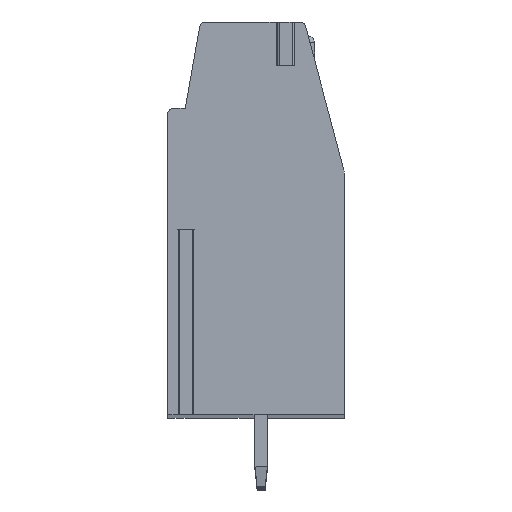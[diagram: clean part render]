
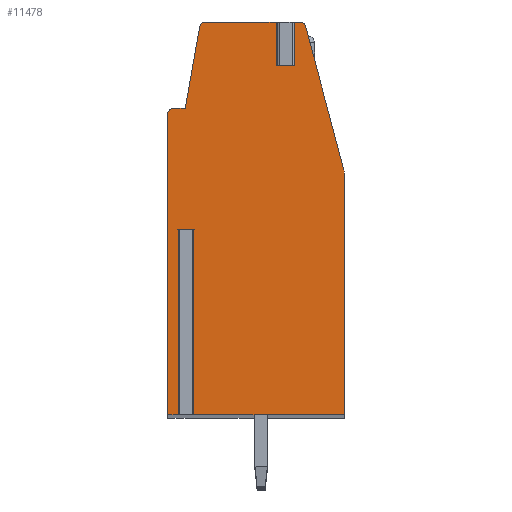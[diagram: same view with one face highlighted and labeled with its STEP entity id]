
A CAD part, top view. The second image highlights one B-rep face of the part: STEP entity #11478.
In plain terms, the highlighted planar face has unit normal (0, 0, 1).
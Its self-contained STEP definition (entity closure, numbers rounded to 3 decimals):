
#13=DIRECTION('',(-1.,0.,0.));
#14=VECTOR('',#13,0.743);
#15=CARTESIAN_POINT('',(-3.029,-0.55,88.9));
#16=LINE('',#15,#14);
#17=DIRECTION('',(0.,-1.,0.));
#18=VECTOR('',#17,9.);
#19=CARTESIAN_POINT('',(-3.771,-0.55,88.9));
#20=LINE('',#19,#18);
#21=DIRECTION('',(1.,0.,0.));
#22=VECTOR('',#21,0.529);
#23=CARTESIAN_POINT('',(-4.3,-9.55,88.9));
#24=LINE('',#23,#22);
#25=DIRECTION('',(0.,-1.,0.));
#26=VECTOR('',#25,14.6);
#27=CARTESIAN_POINT('',(-4.3,5.05,88.9));
#28=LINE('',#27,#26);
#29=CARTESIAN_POINT('',(-4.,5.05,88.9));
#30=DIRECTION('',(0.,0.,1.));
#31=DIRECTION('',(0.,1.,0.));
#32=AXIS2_PLACEMENT_3D('',#29,#30,#31);
#34=DIRECTION('',(-1.,0.,0.));
#35=VECTOR('',#34,0.558);
#36=CARTESIAN_POINT('',(-3.442,5.35,88.9));
#37=LINE('',#36,#35);
#38=DIRECTION('',(-0.174,-0.985,0.));
#39=VECTOR('',#38,4.013);
#40=CARTESIAN_POINT('',(-2.746,9.302,88.9));
#41=LINE('',#40,#39);
#42=CARTESIAN_POINT('',(-2.45,9.25,88.9));
#43=DIRECTION('',(0.,0.,1.));
#44=DIRECTION('',(0.,1.,0.));
#45=AXIS2_PLACEMENT_3D('',#42,#43,#44);
#47=DIRECTION('',(-1.,0.,0.));
#48=VECTOR('',#47,3.669);
#49=CARTESIAN_POINT('',(1.219,9.55,88.9));
#50=LINE('',#49,#48);
#51=DIRECTION('',(0.,-1.,0.));
#52=VECTOR('',#51,2.1);
#53=CARTESIAN_POINT('',(1.219,9.55,88.9));
#54=LINE('',#53,#52);
#55=DIRECTION('',(-1.,0.,0.));
#56=VECTOR('',#55,0.46);
#57=CARTESIAN_POINT('',(1.679,7.45,88.9));
#58=LINE('',#57,#56);
#59=DIRECTION('',(0.,-1.,0.));
#60=VECTOR('',#59,2.1);
#61=CARTESIAN_POINT('',(1.679,9.55,88.9));
#62=LINE('',#61,#60);
#63=DIRECTION('',(-1.,0.,0.));
#64=VECTOR('',#63,0.447);
#65=CARTESIAN_POINT('',(2.126,9.55,88.9));
#66=LINE('',#65,#64);
#67=CARTESIAN_POINT('',(2.126,9.25,88.9));
#68=DIRECTION('',(0.,0.,1.));
#69=DIRECTION('',(0.966,0.257,0.));
#70=AXIS2_PLACEMENT_3D('',#67,#68,#69);
#72=CARTESIAN_POINT('',(3.3,2.119,88.9));
#73=DIRECTION('',(0.,0.,1.));
#74=DIRECTION('',(1.,0.,0.));
#75=AXIS2_PLACEMENT_3D('',#72,#73,#74);
#77=DIRECTION('',(0.,1.,0.));
#78=VECTOR('',#77,11.669);
#79=CARTESIAN_POINT('',(4.3,-9.55,88.9));
#80=LINE('',#79,#78);
#81=DIRECTION('',(1.,0.,0.));
#82=VECTOR('',#81,7.329);
#83=CARTESIAN_POINT('',(-3.029,-9.55,88.9));
#84=LINE('',#83,#82);
#85=DIRECTION('',(0.,-1.,0.));
#86=VECTOR('',#85,9.);
#87=CARTESIAN_POINT('',(-3.029,-0.55,88.9));
#88=LINE('',#87,#86);
#539=DIRECTION('',(-0.257,0.966,0.));
#540=VECTOR('',#539,7.193);
#541=CARTESIAN_POINT('',(4.266,2.376,88.9));
#542=LINE('',#541,#540);
#9135=CARTESIAN_POINT('',(4.3,-9.55,88.9));
#9136=CARTESIAN_POINT('',(4.3,2.119,88.9));
#9137=VERTEX_POINT('',#9135);
#9138=VERTEX_POINT('',#9136);
#9139=CARTESIAN_POINT('',(4.266,2.376,88.9));
#9140=VERTEX_POINT('',#9139);
#9141=CARTESIAN_POINT('',(2.416,9.327,88.9));
#9142=CARTESIAN_POINT('',(2.126,9.55,88.9));
#9143=VERTEX_POINT('',#9141);
#9144=VERTEX_POINT('',#9142);
#9145=CARTESIAN_POINT('',(-2.45,9.55,88.9));
#9146=CARTESIAN_POINT('',(-2.746,9.302,88.9));
#9147=VERTEX_POINT('',#9145);
#9148=VERTEX_POINT('',#9146);
#9149=CARTESIAN_POINT('',(-3.442,5.35,88.9));
#9150=VERTEX_POINT('',#9149);
#9151=CARTESIAN_POINT('',(-4.,5.35,88.9));
#9152=VERTEX_POINT('',#9151);
#9153=CARTESIAN_POINT('',(-4.3,5.05,88.9));
#9154=VERTEX_POINT('',#9153);
#9155=CARTESIAN_POINT('',(-4.3,-9.55,88.9));
#9156=VERTEX_POINT('',#9155);
#9219=CARTESIAN_POINT('',(1.679,7.45,88.9));
#9220=CARTESIAN_POINT('',(1.219,7.45,88.9));
#9221=VERTEX_POINT('',#9219);
#9222=VERTEX_POINT('',#9220);
#9223=CARTESIAN_POINT('',(1.219,9.55,88.9));
#9224=VERTEX_POINT('',#9223);
#9225=CARTESIAN_POINT('',(1.679,9.55,88.9));
#9226=VERTEX_POINT('',#9225);
#9239=CARTESIAN_POINT('',(-3.029,-0.55,88.9));
#9240=CARTESIAN_POINT('',(-3.771,-0.55,88.9));
#9241=VERTEX_POINT('',#9239);
#9242=VERTEX_POINT('',#9240);
#9243=CARTESIAN_POINT('',(-3.029,-9.55,88.9));
#9244=VERTEX_POINT('',#9243);
#9245=CARTESIAN_POINT('',(-3.771,-9.55,88.9));
#9246=VERTEX_POINT('',#9245);
#11433=CARTESIAN_POINT('',(0.,0.,88.9));
#11434=DIRECTION('',(0.,0.,1.));
#11435=DIRECTION('',(1.,0.,0.));
#11436=AXIS2_PLACEMENT_3D('',#11433,#11434,#11435);
#11437=PLANE('',#11436);
#11439=ORIENTED_EDGE('',*,*,#11438,.T.);
#11441=ORIENTED_EDGE('',*,*,#11440,.T.);
#11443=ORIENTED_EDGE('',*,*,#11442,.F.);
#11445=ORIENTED_EDGE('',*,*,#11444,.F.);
#11447=ORIENTED_EDGE('',*,*,#11446,.F.);
#11449=ORIENTED_EDGE('',*,*,#11448,.F.);
#11451=ORIENTED_EDGE('',*,*,#11450,.F.);
#11453=ORIENTED_EDGE('',*,*,#11452,.F.);
#11455=ORIENTED_EDGE('',*,*,#11454,.F.);
#11457=ORIENTED_EDGE('',*,*,#11456,.T.);
#11459=ORIENTED_EDGE('',*,*,#11458,.F.);
#11461=ORIENTED_EDGE('',*,*,#11460,.F.);
#11463=ORIENTED_EDGE('',*,*,#11462,.F.);
#11465=ORIENTED_EDGE('',*,*,#11464,.F.);
#11467=ORIENTED_EDGE('',*,*,#11466,.F.);
#11469=ORIENTED_EDGE('',*,*,#11468,.F.);
#11471=ORIENTED_EDGE('',*,*,#11470,.F.);
#11473=ORIENTED_EDGE('',*,*,#11472,.F.);
#11475=ORIENTED_EDGE('',*,*,#11474,.F.);
#11476=EDGE_LOOP('',(#11439,#11441,#11443,#11445,#11447,#11449,#11451,#11453,
#11455,#11457,#11459,#11461,#11463,#11465,#11467,#11469,#11471,#11473,#11475));
#11477=FACE_OUTER_BOUND('',#11476,.F.);
#33=CIRCLE('',#32,0.3);
#46=CIRCLE('',#45,0.3);
#71=CIRCLE('',#70,0.3);
#76=CIRCLE('',#75,1.);
#11438=EDGE_CURVE('',#9241,#9242,#16,.T.);
#11440=EDGE_CURVE('',#9242,#9246,#20,.T.);
#11442=EDGE_CURVE('',#9156,#9246,#24,.T.);
#11444=EDGE_CURVE('',#9154,#9156,#28,.T.);
#11446=EDGE_CURVE('',#9152,#9154,#33,.T.);
#11448=EDGE_CURVE('',#9150,#9152,#37,.T.);
#11450=EDGE_CURVE('',#9148,#9150,#41,.T.);
#11452=EDGE_CURVE('',#9147,#9148,#46,.T.);
#11454=EDGE_CURVE('',#9224,#9147,#50,.T.);
#11456=EDGE_CURVE('',#9224,#9222,#54,.T.);
#11458=EDGE_CURVE('',#9221,#9222,#58,.T.);
#11460=EDGE_CURVE('',#9226,#9221,#62,.T.);
#11462=EDGE_CURVE('',#9144,#9226,#66,.T.);
#11464=EDGE_CURVE('',#9143,#9144,#71,.T.);
#11466=EDGE_CURVE('',#9140,#9143,#542,.T.);
#11468=EDGE_CURVE('',#9138,#9140,#76,.T.);
#11470=EDGE_CURVE('',#9137,#9138,#80,.T.);
#11472=EDGE_CURVE('',#9244,#9137,#84,.T.);
#11474=EDGE_CURVE('',#9241,#9244,#88,.T.);
#11478=ADVANCED_FACE('',(#11477),#11437,.T.);
